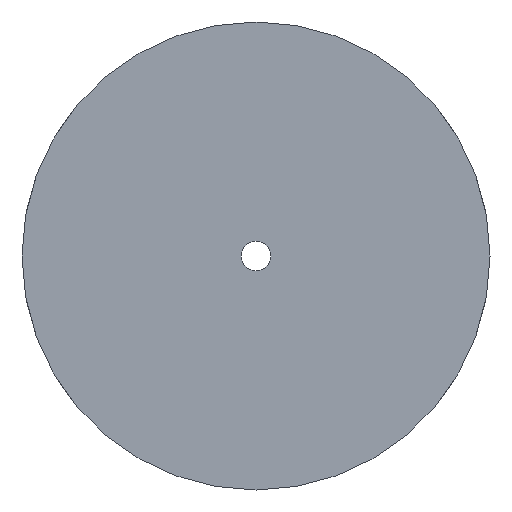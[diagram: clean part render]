
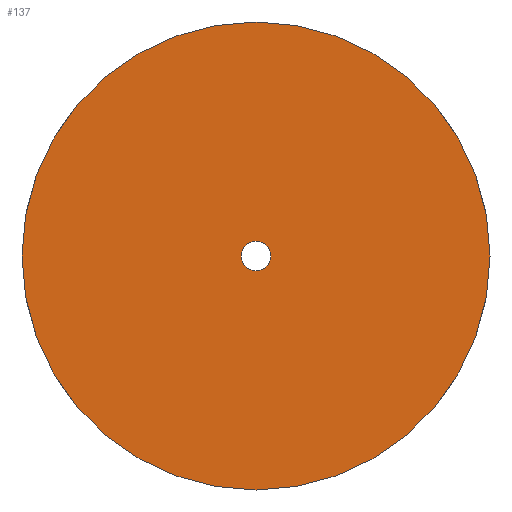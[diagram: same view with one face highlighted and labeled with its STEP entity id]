
A CAD part, front view. The second image highlights one B-rep face of the part: STEP entity #137.
In plain terms, the highlighted planar face has unit normal (0, -1, 0).
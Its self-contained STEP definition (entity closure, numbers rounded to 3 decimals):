
#9 = AXIS2_PLACEMENT_3D ( 'NONE', #201, #167, #67 ) ;
#10 = ORIENTED_EDGE ( 'NONE', *, *, #53, .F. ) ;
#18 = CARTESIAN_POINT ( 'NONE',  ( 0., 0., 0. ) ) ;
#24 = VERTEX_POINT ( 'NONE', #50 ) ;
#28 = CIRCLE ( 'NONE', #48, 50. ) ;
#32 = AXIS2_PLACEMENT_3D ( 'NONE', #157, #44, #117 ) ;
#35 = DIRECTION ( 'NONE',  ( 0., 0., -1. ) ) ;
#44 = DIRECTION ( 'NONE',  ( 0., 1., 0. ) ) ;
#48 = AXIS2_PLACEMENT_3D ( 'NONE', #101, #196, #98 ) ;
#50 = CARTESIAN_POINT ( 'NONE',  ( 0., 0., 50. ) ) ;
#53 = EDGE_CURVE ( 'NONE', #116, #24, #28, .T. ) ;
#56 = ORIENTED_EDGE ( 'NONE', *, *, #194, .F. ) ;
#67 = DIRECTION ( 'NONE',  ( 0., 0., -1. ) ) ;
#76 = CIRCLE ( 'NONE', #104, 50. ) ;
#84 = CARTESIAN_POINT ( 'NONE',  ( 0., 0., -50. ) ) ;
#85 = CIRCLE ( 'NONE', #9, 3.175 ) ;
#87 = CARTESIAN_POINT ( 'NONE',  ( 0., 0., 0. ) ) ;
#90 = DIRECTION ( 'NONE',  ( 0., -1., 0. ) ) ;
#93 = CIRCLE ( 'NONE', #234, 3.175 ) ;
#95 = VERTEX_POINT ( 'NONE', #181 ) ;
#98 = DIRECTION ( 'NONE',  ( 0., 0., 1. ) ) ;
#101 = CARTESIAN_POINT ( 'NONE',  ( 0., 0., 0. ) ) ;
#104 = AXIS2_PLACEMENT_3D ( 'NONE', #18, #187, #220 ) ;
#106 = CARTESIAN_POINT ( 'NONE',  ( 0., 0., -3.175 ) ) ;
#116 = VERTEX_POINT ( 'NONE', #84 ) ;
#117 = DIRECTION ( 'NONE',  ( 0., 0., 1. ) ) ;
#137 = ADVANCED_FACE ( 'NONE', ( #229, #212 ), #179, .F. ) ;
#157 = CARTESIAN_POINT ( 'NONE',  ( 0., 0., 0. ) ) ;
#167 = DIRECTION ( 'NONE',  ( 0., -1., 0. ) ) ;
#176 = ORIENTED_EDGE ( 'NONE', *, *, #217, .F. ) ;
#179 = PLANE ( 'NONE',  #32 ) ;
#181 = CARTESIAN_POINT ( 'NONE',  ( 0., 0., 3.175 ) ) ;
#184 = EDGE_CURVE ( 'NONE', #95, #211, #85, .T. ) ;
#187 = DIRECTION ( 'NONE',  ( 0., 1., 0. ) ) ;
#191 = EDGE_LOOP ( 'NONE', ( #56, #204 ) ) ;
#194 = EDGE_CURVE ( 'NONE', #211, #95, #93, .T. ) ;
#196 = DIRECTION ( 'NONE',  ( 0., 1., 0. ) ) ;
#201 = CARTESIAN_POINT ( 'NONE',  ( 0., 0., 0. ) ) ;
#204 = ORIENTED_EDGE ( 'NONE', *, *, #184, .F. ) ;
#207 = EDGE_LOOP ( 'NONE', ( #10, #176 ) ) ;
#211 = VERTEX_POINT ( 'NONE', #106 ) ;
#212 = FACE_OUTER_BOUND ( 'NONE', #207, .T. ) ;
#217 = EDGE_CURVE ( 'NONE', #24, #116, #76, .T. ) ;
#220 = DIRECTION ( 'NONE',  ( 0., 0., 1. ) ) ;
#229 = FACE_BOUND ( 'NONE', #191, .T. ) ;
#234 = AXIS2_PLACEMENT_3D ( 'NONE', #87, #90, #35 ) ;
